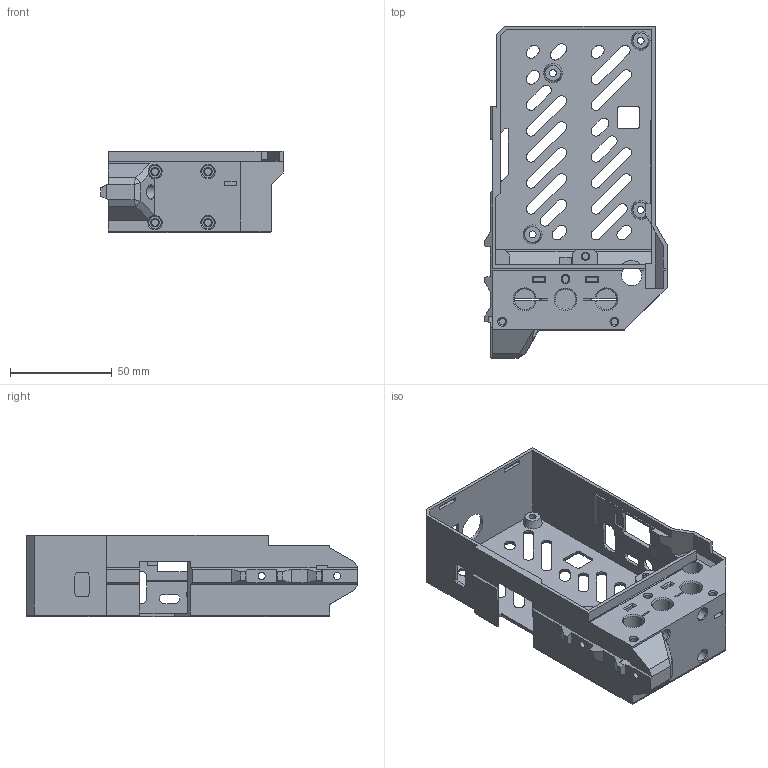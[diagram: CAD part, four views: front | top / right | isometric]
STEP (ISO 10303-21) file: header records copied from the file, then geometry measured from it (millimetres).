
FILE_DESCRIPTION(/* description */ (''),/* implementation_level */ '2;1');
FILE_NAME(/* name */ 'MINI-z-bottom.stp',/* time_stamp */ '2019',/* author */ ('Robert Turinsky'),/* organization */ (''),/* preprocessor_version */ 'ST-DEVELOPER v17.2',/* originating_system */ 'Autodesk Inventor 2019',/* authorisation */ '');
FILE_SCHEMA (('AUTOMOTIVE_DESIGN { 1 0 10303 214 3 1 1 }'));
Length unit declared in the file: millimetre
Products named in the file (1): z-bottom
Bounding box: 89.3 x 162.75 x 40 mm (x, y, z)
Volume: 114821.4 mm3; surface area: 62767.6 mm2
Topology: 1 solids, 1 shells, 810 faces, 2150 edges, 1348 vertices
Faces by surface type: plane 658, cylinder 83, cone 58, bspline 11
Full cylindrical faces by diameter (mm): 3.3 x2, 3.4 x22, 6 x4, 6.5 x1, 7 x2, 10 x2, 14.5 x1
Entity records: 25037 total; most frequent: CARTESIAN_POINT 4629, ORIENTED_EDGE 4294, DIRECTION 4071, EDGE_CURVE 2147, LINE 1733, VECTOR 1733, VERTEX_POINT 1346, AXIS2_PLACEMENT_3D 1169
